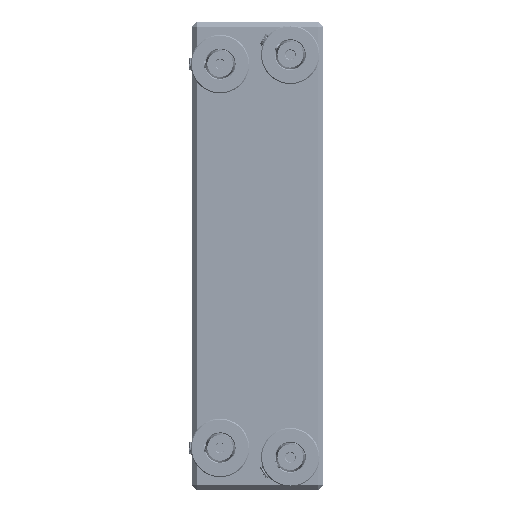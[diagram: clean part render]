
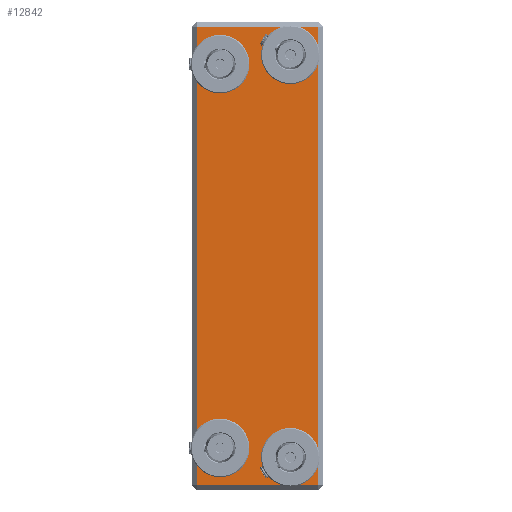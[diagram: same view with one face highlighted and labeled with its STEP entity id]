
A CAD part, left-side view. The second image highlights one B-rep face of the part: STEP entity #12842.
In plain terms, the highlighted planar face has unit normal (-1, 0, 0).
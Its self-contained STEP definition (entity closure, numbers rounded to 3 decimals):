
#1153=FACE_BOUND('',#2569,.T.);
#1154=FACE_BOUND('',#2570,.T.);
#1347=PLANE('',#14060);
#1774=FACE_OUTER_BOUND('',#2568,.T.);
#2568=EDGE_LOOP('',(#10066,#10067,#10068,#10069,#10070,#10071,#10072,#10073,
#10074,#10075));
#2569=EDGE_LOOP('',(#10076));
#2570=EDGE_LOOP('',(#10077));
#3475=LINE('',#19979,#4268);
#3476=LINE('',#19985,#4269);
#3477=LINE('',#19987,#4270);
#3478=LINE('',#19989,#4271);
#3479=LINE('',#19991,#4272);
#3480=LINE('',#19993,#4273);
#4268=VECTOR('',#16554,10.);
#4269=VECTOR('',#16559,10.);
#4270=VECTOR('',#16560,10.);
#4271=VECTOR('',#16561,10.);
#4272=VECTOR('',#16562,10.);
#4273=VECTOR('',#16563,10.);
#4820=CIRCLE('',#14061,5.25);
#4821=CIRCLE('',#14062,5.25);
#4822=CIRCLE('',#14063,5.25);
#4823=CIRCLE('',#14064,5.25);
#4824=CIRCLE('',#14065,5.25);
#4825=CIRCLE('',#14066,5.25);
#5612=VERTEX_POINT('',#19977);
#5613=VERTEX_POINT('',#19978);
#5614=VERTEX_POINT('',#19980);
#5615=VERTEX_POINT('',#19982);
#5616=VERTEX_POINT('',#19984);
#5617=VERTEX_POINT('',#19986);
#5618=VERTEX_POINT('',#19988);
#5619=VERTEX_POINT('',#19990);
#5620=VERTEX_POINT('',#19992);
#5621=VERTEX_POINT('',#19994);
#5622=VERTEX_POINT('',#19997);
#5623=VERTEX_POINT('',#19999);
#7275=EDGE_CURVE('',#5612,#5613,#3475,.T.);
#7276=EDGE_CURVE('',#5612,#5614,#4820,.T.);
#7277=EDGE_CURVE('',#5614,#5615,#4821,.T.);
#7278=EDGE_CURVE('',#5616,#5615,#3476,.T.);
#7279=EDGE_CURVE('',#5617,#5616,#3477,.T.);
#7280=EDGE_CURVE('',#5618,#5617,#3478,.T.);
#7281=EDGE_CURVE('',#5619,#5618,#3479,.T.);
#7282=EDGE_CURVE('',#5620,#5619,#3480,.T.);
#7283=EDGE_CURVE('',#5620,#5621,#4822,.T.);
#7284=EDGE_CURVE('',#5621,#5613,#4823,.T.);
#7285=EDGE_CURVE('',#5622,#5622,#4824,.T.);
#7286=EDGE_CURVE('',#5623,#5623,#4825,.T.);
#10066=ORIENTED_EDGE('',*,*,#7275,.F.);
#10067=ORIENTED_EDGE('',*,*,#7276,.T.);
#10068=ORIENTED_EDGE('',*,*,#7277,.T.);
#10069=ORIENTED_EDGE('',*,*,#7278,.F.);
#10070=ORIENTED_EDGE('',*,*,#7279,.F.);
#10071=ORIENTED_EDGE('',*,*,#7280,.F.);
#10072=ORIENTED_EDGE('',*,*,#7281,.F.);
#10073=ORIENTED_EDGE('',*,*,#7282,.F.);
#10074=ORIENTED_EDGE('',*,*,#7283,.T.);
#10075=ORIENTED_EDGE('',*,*,#7284,.T.);
#10076=ORIENTED_EDGE('',*,*,#7285,.T.);
#10077=ORIENTED_EDGE('',*,*,#7286,.T.);
#12842=ADVANCED_FACE('',(#1774,#1153,#1154),#1347,.T.);
#14060=AXIS2_PLACEMENT_3D('',#19976,#16552,#16553);
#14061=AXIS2_PLACEMENT_3D('',#19981,#16555,#16556);
#14062=AXIS2_PLACEMENT_3D('',#19983,#16557,#16558);
#14063=AXIS2_PLACEMENT_3D('',#19995,#16564,#16565);
#14064=AXIS2_PLACEMENT_3D('',#19996,#16566,#16567);
#14065=AXIS2_PLACEMENT_3D('',#19998,#16568,#16569);
#14066=AXIS2_PLACEMENT_3D('',#20000,#16570,#16571);
#16552=DIRECTION('center_axis',(-1.,0.,0.));
#16553=DIRECTION('ref_axis',(0.,0.,1.));
#16554=DIRECTION('',(0.,0.,1.));
#16555=DIRECTION('center_axis',(1.,0.,0.));
#16556=DIRECTION('ref_axis',(0.,0.,
1.));
#16557=DIRECTION('center_axis',(1.,0.,0.));
#16558=DIRECTION('ref_axis',(0.,0.,
1.));
#16559=DIRECTION('',(0.,0.,1.));
#16560=DIRECTION('',(0.,1.,0.));
#16561=DIRECTION('',(0.,0.,-1.));
#16562=DIRECTION('',(0.,-1.,0.));
#16563=DIRECTION('',(0.,0.,1.));
#16564=DIRECTION('center_axis',(1.,0.,0.));
#16565=DIRECTION('ref_axis',(0.,0.,
1.));
#16566=DIRECTION('center_axis',(1.,0.,0.));
#16567=DIRECTION('ref_axis',(0.,0.,
1.));
#16568=DIRECTION('center_axis',(1.,0.,0.));
#16569=DIRECTION('ref_axis',(0.,0.,
1.));
#16570=DIRECTION('center_axis',(1.,0.,0.));
#16571=DIRECTION('ref_axis',(0.,0.,
1.));
#19976=CARTESIAN_POINT('Origin',(-82.187,3.241,41.418));
#19977=CARTESIAN_POINT('',(-82.187,15.241,2.019));
#19978=CARTESIAN_POINT('',(-82.187,15.241,80.818));
#19979=CARTESIAN_POINT('',(-82.187,15.241,66.418));
#19980=CARTESIAN_POINT('',(-82.187,10.241,-4.832));
#19981=CARTESIAN_POINT('Origin',(-82.187,10.241,0.418));
#19982=CARTESIAN_POINT('',(-82.187,15.241,-1.182));
#19983=CARTESIAN_POINT('Origin',(-82.187,10.241,0.418));
#19984=CARTESIAN_POINT('',(-82.187,15.241,-7.582));
#19985=CARTESIAN_POINT('',(-82.187,15.241,66.418));
#19986=CARTESIAN_POINT('',(-82.187,-10.759,-7.582));
#19987=CARTESIAN_POINT('',(-82.187,10.741,-7.582));
#19988=CARTESIAN_POINT('',(-82.187,-10.759,90.418));
#19989=CARTESIAN_POINT('',(-82.187,-10.759,16.418));
#19990=CARTESIAN_POINT('',(-82.187,15.241,90.418));
#19991=CARTESIAN_POINT('',(-82.187,-4.259,90.418));
#19992=CARTESIAN_POINT('',(-82.187,15.241,84.019));
#19993=CARTESIAN_POINT('',(-82.187,15.241,66.418));
#19994=CARTESIAN_POINT('',(-82.187,10.241,77.168));
#19995=CARTESIAN_POINT('Origin',(-82.187,10.241,82.418));
#19996=CARTESIAN_POINT('Origin',(-82.187,10.241,82.418));
#19997=CARTESIAN_POINT('',(-82.187,-4.759,79.168));
#19998=CARTESIAN_POINT('Origin',(-82.187,-4.759,84.418));
#19999=CARTESIAN_POINT('',(-82.187,-4.759,-6.832));
#20000=CARTESIAN_POINT('Origin',(-82.187,-4.759,-1.582));
